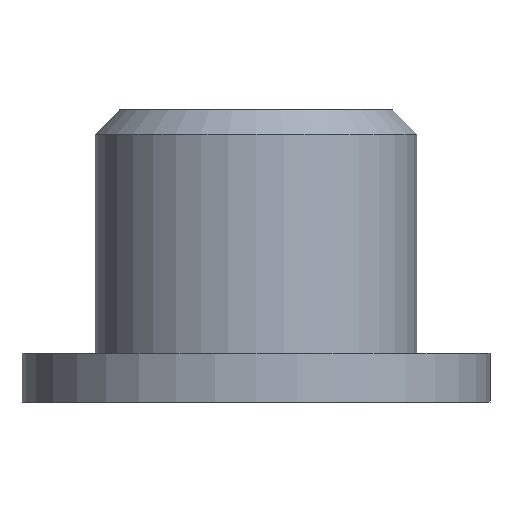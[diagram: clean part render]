
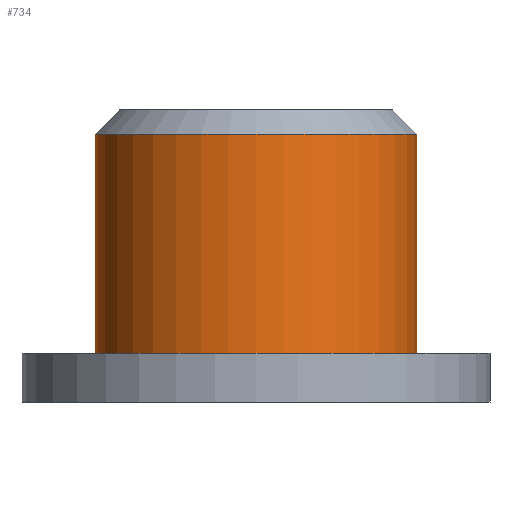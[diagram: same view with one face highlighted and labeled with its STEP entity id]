
A CAD part, left-side view. The second image highlights one B-rep face of the part: STEP entity #734.
In plain terms, the highlighted cylindrical face has radius 3.3 mm (diameter 6.6 mm), a partial arc.
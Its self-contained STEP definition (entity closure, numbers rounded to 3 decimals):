
#35=CIRCLE('',#790,3.3);
#43=CIRCLE('',#809,3.3);
#52=CYLINDRICAL_SURFACE('',#812,3.3);
#94=FACE_OUTER_BOUND('',#143,.T.);
#143=EDGE_LOOP('',(#649,#650,#651,#652));
#207=LINE('',#1179,#285);
#223=LINE('',#1226,#301);
#285=VECTOR('',#966,10.);
#301=VECTOR('',#1016,10.);
#339=VERTEX_POINT('',#1137);
#346=VERTEX_POINT('',#1159);
#351=VERTEX_POINT('',#1178);
#364=VERTEX_POINT('',#1219);
#434=EDGE_CURVE('',#346,#339,#35,.T.);
#440=EDGE_CURVE('',#351,#339,#207,.T.);
#460=EDGE_CURVE('',#364,#351,#43,.T.);
#464=EDGE_CURVE('',#346,#364,#223,.T.);
#649=ORIENTED_EDGE('',*,*,#434,.F.);
#650=ORIENTED_EDGE('',*,*,#464,.T.);
#651=ORIENTED_EDGE('',*,*,#460,.T.);
#652=ORIENTED_EDGE('',*,*,#440,.T.);
#734=ADVANCED_FACE('',(#94),#52,.T.);
#790=AXIS2_PLACEMENT_3D('',#1166,#952,#953);
#809=AXIS2_PLACEMENT_3D('',#1220,#1008,#1009);
#812=AXIS2_PLACEMENT_3D('',#1227,#1017,#1018);
#952=DIRECTION('center_axis',(0.,0.,1.));
#953=DIRECTION('ref_axis',(0.,1.,0.));
#966=DIRECTION('',(0.,0.,1.));
#1008=DIRECTION('center_axis',(0.,0.,1.));
#1009=DIRECTION('ref_axis',(0.,1.,0.));
#1016=DIRECTION('',(0.,0.,-1.));
#1017=DIRECTION('center_axis',(0.,0.,1.));
#1018=DIRECTION('ref_axis',(0.,1.,0.));
#1137=CARTESIAN_POINT('',(-4.747,-24.016,2.4));
#1159=CARTESIAN_POINT('',(-4.747,-17.416,2.4));
#1166=CARTESIAN_POINT('Origin',(-4.747,-20.716,2.4));
#1178=CARTESIAN_POINT('',(-4.747,-24.016,-2.09));
#1179=CARTESIAN_POINT('',(-4.747,-24.016,1.5));
#1219=CARTESIAN_POINT('',(-4.747,-17.416,-2.09));
#1220=CARTESIAN_POINT('Origin',(-4.747,-20.716,-2.09));
#1226=CARTESIAN_POINT('',(-4.747,-17.416,1.5));
#1227=CARTESIAN_POINT('Origin',(-4.747,-20.716,1.5));
